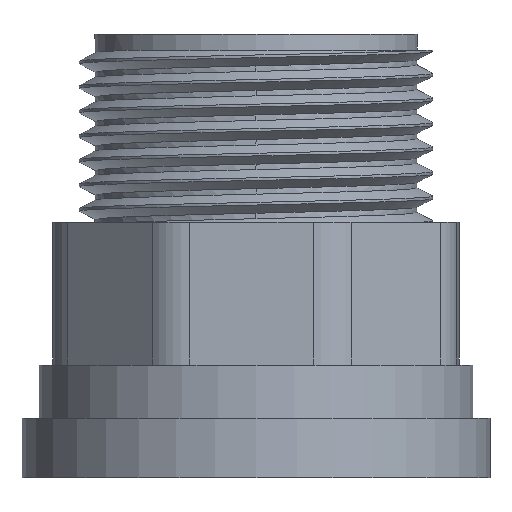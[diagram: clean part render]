
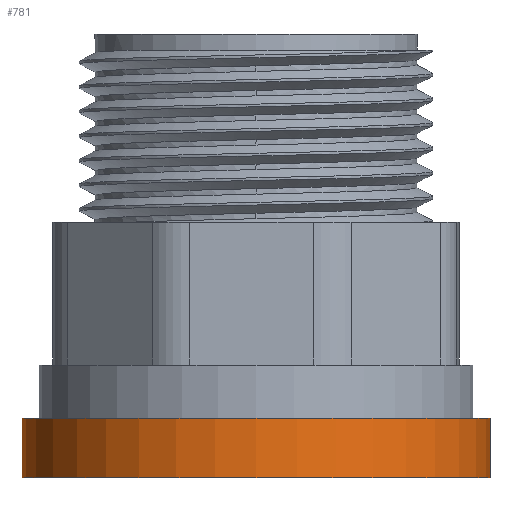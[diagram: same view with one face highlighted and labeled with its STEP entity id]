
A CAD part, front view. The second image highlights one B-rep face of the part: STEP entity #781.
In plain terms, the highlighted cylindrical face has radius 22 mm (diameter 44 mm), a full revolution.
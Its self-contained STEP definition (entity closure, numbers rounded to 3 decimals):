
#60=FACE_OUTER_BOUND('',#110,.T.);
#110=EDGE_LOOP('',(#612,#613,#614,#615));
#161=CIRCLE('',#867,22.);
#162=CIRCLE('',#869,22.);
#233=LINE('',#3852,#284);
#284=VECTOR('',#1030,22.);
#377=VERTEX_POINT('',#3847);
#378=VERTEX_POINT('',#3850);
#472=EDGE_CURVE('',#377,#377,#161,.T.);
#473=EDGE_CURVE('',#378,#378,#162,.T.);
#474=EDGE_CURVE('',#378,#377,#233,.T.);
#612=ORIENTED_EDGE('',*,*,#473,.F.);
#613=ORIENTED_EDGE('',*,*,#474,.T.);
#614=ORIENTED_EDGE('',*,*,#472,.T.);
#615=ORIENTED_EDGE('',*,*,#474,.F.);
#748=CYLINDRICAL_SURFACE('',#868,22.);
#781=ADVANCED_FACE('',(#60),#748,.T.);
#867=AXIS2_PLACEMENT_3D('',#3848,#1024,#1025);
#868=AXIS2_PLACEMENT_3D('',#3849,#1026,#1027);
#869=AXIS2_PLACEMENT_3D('',#3851,#1028,#1029);
#1024=DIRECTION('center_axis',(0.,0.,-1.));
#1025=DIRECTION('ref_axis',(0.,1.,0.));
#1026=DIRECTION('center_axis',(0.,0.,-1.));
#1027=DIRECTION('ref_axis',(0.,1.,0.));
#1028=DIRECTION('center_axis',(0.,0.,-1.));
#1029=DIRECTION('ref_axis',(0.,1.,0.));
#1030=DIRECTION('',(0.,0.,1.));
#3847=CARTESIAN_POINT('',(0.,-22.,5.6));
#3848=CARTESIAN_POINT('Origin',(0.,0.,5.6));
#3849=CARTESIAN_POINT('Origin',(0.,0.,44.6));
#3850=CARTESIAN_POINT('',(0.,-22.,0.));
#3851=CARTESIAN_POINT('Origin',(0.,0.,0.));
#3852=CARTESIAN_POINT('',(0.,-22.,44.6));
